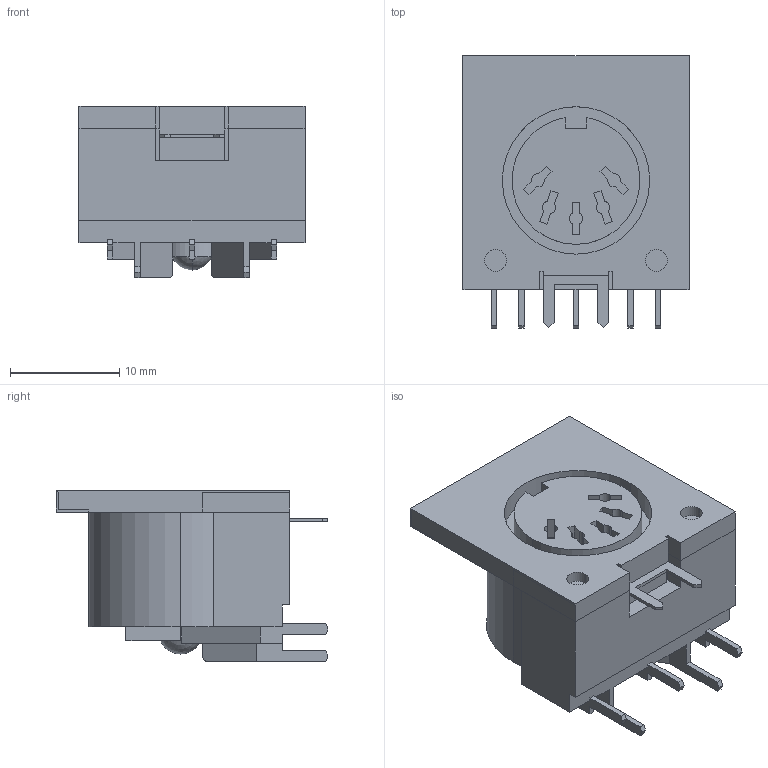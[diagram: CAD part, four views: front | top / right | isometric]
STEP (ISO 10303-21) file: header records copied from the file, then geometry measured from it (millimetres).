
FILE_DESCRIPTION(('STEP AP214'),'1');
FILE_NAME('sdf-50j.stp','2016-03-22T19:57:52',('TraceParts'),('TraceParts S.A.'),'Spatial InterOp 3D',' ',' ');
FILE_SCHEMA(('automotive_design'));
Length unit declared in the file: millimetre
Products named in the file (3): Fillet27; Cut-Extrude83; Split Line4
Bounding box: 20.7 x 24.9 x 15.7 mm (x, y, z)
Volume: 4050.3 mm3; surface area: 2907.5 mm2
Topology: 3 solids, 3 shells, 185 faces, 533 edges, 357 vertices
Faces by surface type: plane 143, cylinder 40, sphere 2
Entity records: 7606 total; most frequent: CARTESIAN_POINT 1078, ORIENTED_EDGE 1066, DIRECTION 993, EDGE_CURVE 533, LINE 449, VECTOR 449, VERTEX_POINT 357, AXIS2_PLACEMENT_3D 272
